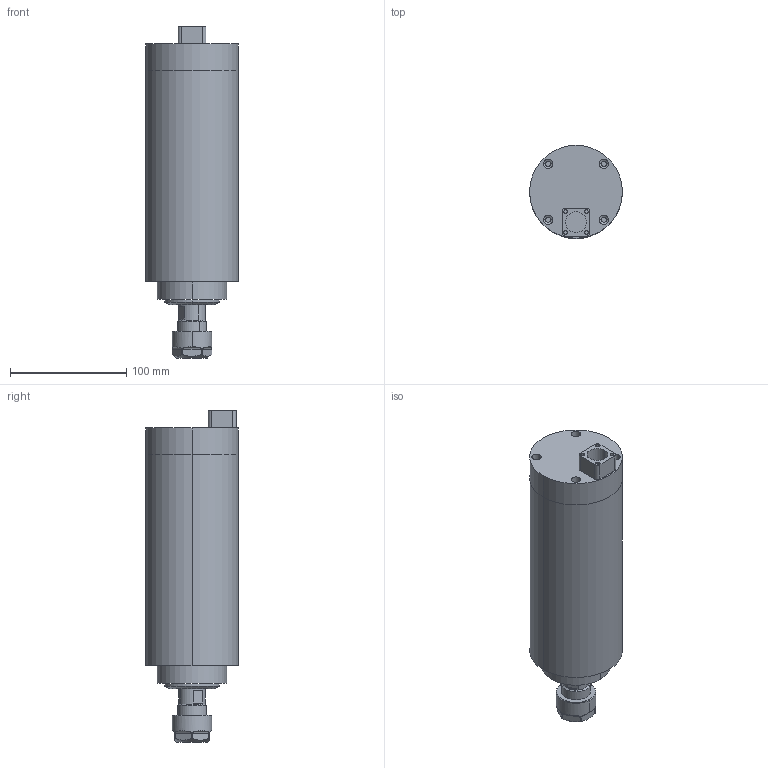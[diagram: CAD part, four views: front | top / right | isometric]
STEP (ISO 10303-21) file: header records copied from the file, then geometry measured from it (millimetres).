
FILE_DESCRIPTION (( 'STEP AP214' ), '1' );
FILE_NAME ('GDF80-24Z-2.2B.STEP', '2021-04-26T05:18:05', ( '萇齟' ), ( '' ), 'SwSTEP 2.0', 'SolidWorks 2018', '' );
FILE_SCHEMA (( 'AUTOMOTIVE_DESIGN' ));
Length unit declared in the file: millimetre
Products named in the file (8): GDF80-24Z-2.2B粣芛; ER20蹟簽; GDF80-24Z-2.2B前螺母; GDF80-24Z-2.2B; ER20 粟俶芠標; GDF80-24Z-1.5堤盄釱; GDF80-24Z-2.2B儂裔; GDF80-24Z-2.2B儂褲
Assembly tree (7 placements, depth 2):
  GDF80-24Z-2.2B
    GDF80-24Z-2.2B儂褲
    GDF80-24Z-1.5堤盄釱
    GDF80-24Z-2.2B儂裔
    GDF80-24Z-2.2B前螺母
    GDF80-24Z-2.2B粣芛
    ER20 粟俶芠標
    ER20蹟簽
Bounding box: 80 x 80 x 286 mm (x, y, z)
Volume: 1103235.2 mm3; surface area: 104154.3 mm2
Topology: 7 solids, 7 shells, 144 faces, 308 edges, 196 vertices
Faces by surface type: cylinder 72, plane 46, cone 26
Entity records: 4590 total; most frequent: CARTESIAN_POINT 970, DIRECTION 762, ORIENTED_EDGE 616, AXIS2_PLACEMENT_3D 316, EDGE_CURVE 308, VERTEX_POINT 196, EDGE_LOOP 176, CIRCLE 162
